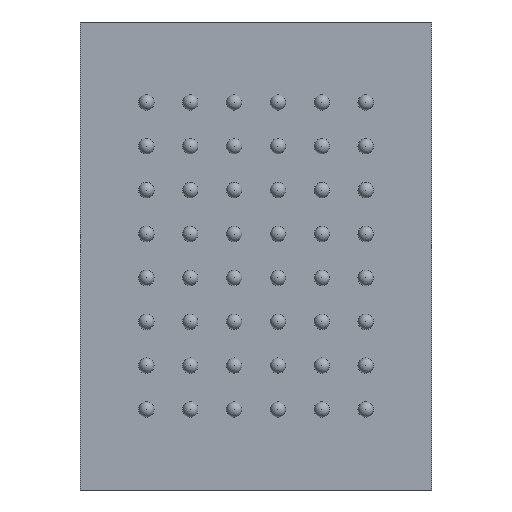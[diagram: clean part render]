
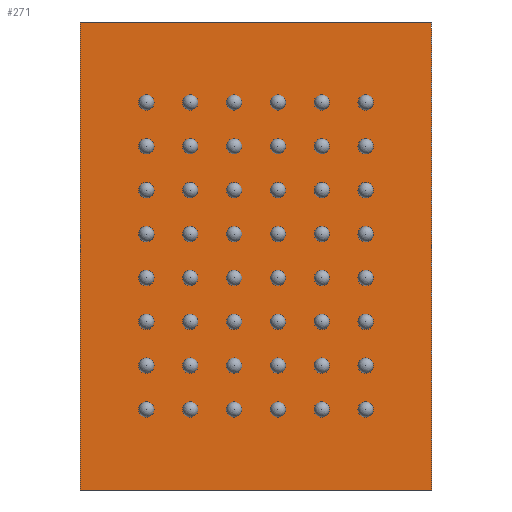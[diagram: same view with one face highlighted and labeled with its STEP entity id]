
A CAD part, front view. The second image highlights one B-rep face of the part: STEP entity #271.
In plain terms, the highlighted planar face has unit normal (0, -1, 0).
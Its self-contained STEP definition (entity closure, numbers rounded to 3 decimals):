
#235 = EDGE_CURVE('',#236,#238,#240,.T.);
#236 = VERTEX_POINT('',#237);
#237 = CARTESIAN_POINT('',(-3.,0.211,4.));
#238 = VERTEX_POINT('',#239);
#239 = CARTESIAN_POINT('',(-3.,0.211,-4.));
#240 = LINE('',#241,#242);
#241 = CARTESIAN_POINT('',(-3.,0.211,4.));
#242 = VECTOR('',#243,1.);
#243 = DIRECTION('',(0.,0.,-1.));
#271 = ADVANCED_FACE('',(#272),#297,.F.);
#272 = FACE_BOUND('',#273,.T.);
#273 = EDGE_LOOP('',(#274,#275,#283,#291));
#274 = ORIENTED_EDGE('',*,*,#235,.T.);
#275 = ORIENTED_EDGE('',*,*,#276,.T.);
#276 = EDGE_CURVE('',#238,#277,#279,.T.);
#277 = VERTEX_POINT('',#278);
#278 = CARTESIAN_POINT('',(3.,0.211,-4.));
#279 = LINE('',#280,#281);
#280 = CARTESIAN_POINT('',(-3.,0.211,-4.));
#281 = VECTOR('',#282,1.);
#282 = DIRECTION('',(1.,0.,0.));
#283 = ORIENTED_EDGE('',*,*,#284,.T.);
#284 = EDGE_CURVE('',#277,#285,#287,.T.);
#285 = VERTEX_POINT('',#286);
#286 = CARTESIAN_POINT('',(3.,0.211,4.));
#287 = LINE('',#288,#289);
#288 = CARTESIAN_POINT('',(3.,0.211,-4.));
#289 = VECTOR('',#290,1.);
#290 = DIRECTION('',(0.,0.,1.));
#291 = ORIENTED_EDGE('',*,*,#292,.T.);
#292 = EDGE_CURVE('',#285,#236,#293,.T.);
#293 = LINE('',#294,#295);
#294 = CARTESIAN_POINT('',(3.,0.211,4.));
#295 = VECTOR('',#296,1.);
#296 = DIRECTION('',(-1.,0.,0.));
#297 = PLANE('',#298);
#298 = AXIS2_PLACEMENT_3D('',#299,#300,#301);
#299 = CARTESIAN_POINT('',(0.,0.211,0.));
#300 = DIRECTION('',(0.,1.,0.));
#301 = DIRECTION('',(0.,0.,1.));
